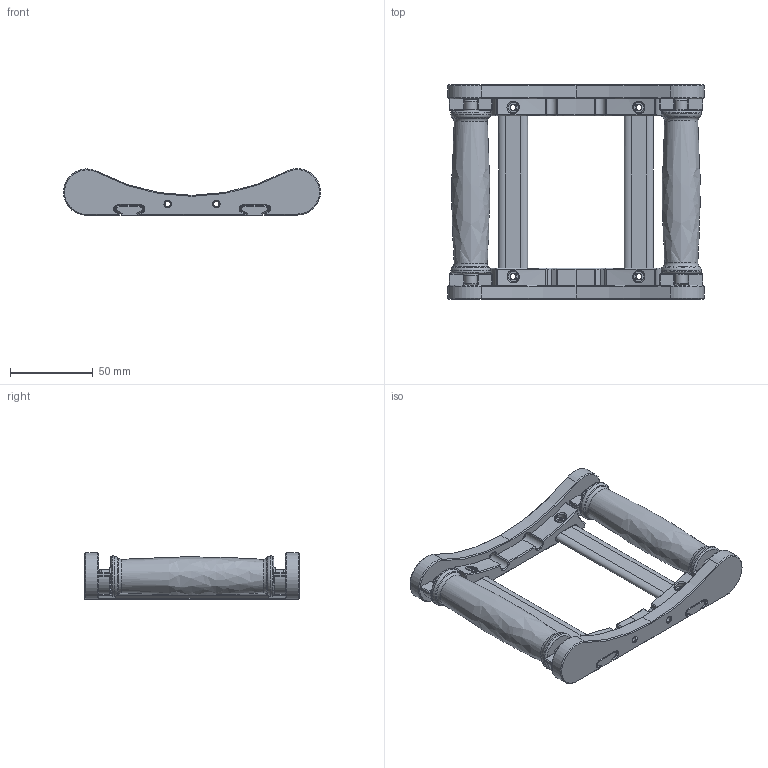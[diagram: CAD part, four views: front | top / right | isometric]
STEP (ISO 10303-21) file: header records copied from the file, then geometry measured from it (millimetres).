
FILE_DESCRIPTION(/* description */ (''),/* implementation_level */ '2;1');
FILE_NAME(/* name */ 'Ultimate Filler v1.step',/* time_stamp */ '2024-06-10T17:41:08+02:00',/* author */ (''),/* organization */ (''),/* preprocessor_version */ 'ST-DEVELOPER v20',/* originating_system */ 'Autodesk Translation Framework v13.14.0.145',/* authorisation */ '');
FILE_SCHEMA (('AUTOMOTIVE_DESIGN { 1 0 10303 214 3 1 1 }'));
Length unit declared in the file: millimetre
Products named in the file (1): Ultimate Filler
Bounding box: 154.87 x 129.4 x 28.15 mm (x, y, z)
Volume: 164466.6 mm3; surface area: 53552.8 mm2
Topology: 8 solids, 8 shells, 653 faces, 1585 edges, 955 vertices
Faces by surface type: plane 431, bspline 88, cylinder 58, cone 56, torus 16, sphere 4
Full cylindrical faces by diameter (mm): 3.3 x12, 6.3 x6, 7.9 x4, 10 x4, 10.2 x2
Entity records: 26030 total; most frequent: CARTESIAN_POINT 11501, ORIENTED_EDGE 3170, DIRECTION 2702, EDGE_CURVE 1585, LINE 998, VECTOR 998, VERTEX_POINT 955, AXIS2_PLACEMENT_3D 852
